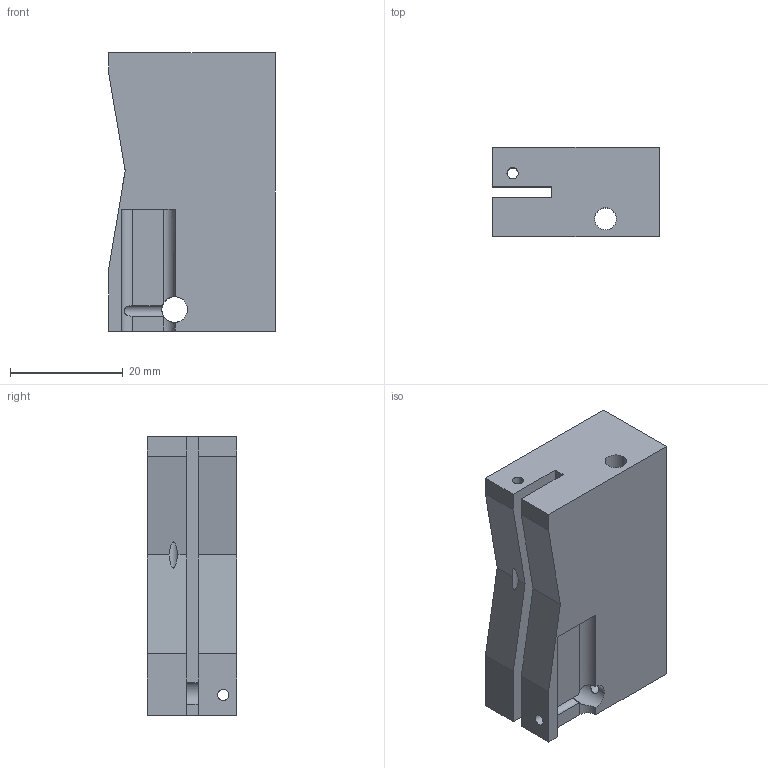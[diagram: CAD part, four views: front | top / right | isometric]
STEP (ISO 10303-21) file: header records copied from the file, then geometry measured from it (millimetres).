
FILE_DESCRIPTION(('Open CASCADE Model'),'2;1');
FILE_NAME('Open CASCADE Shape Model','2021-05-03T21:08:05',('Author'),( 'Open CASCADE'),'Open CASCADE STEP processor 7.4','Open CASCADE 7.4' ,'Unknown');
FILE_SCHEMA(('AUTOMOTIVE_DESIGN { 1 0 10303 214 1 1 1 1 }'));
Length unit declared in the file: millimetre
Products named in the file (1): Open CASCADE STEP translator 7.4 181
Bounding box: 29.6 x 15.85 x 49.4 mm (x, y, z)
Volume: 19957.2 mm3; surface area: 7468.3 mm2
Topology: 1 solids, 1 shells, 39 faces, 123 edges, 82 vertices
Faces by surface type: plane 28, cylinder 11
Full cylindrical faces by diameter (mm): 2 x4, 3.905 x1, 4.556 x1
Entity records: 4901 total; most frequent: CARTESIAN_POINT 2525, DIRECTION 409, LINE 264, VECTOR 264, ORIENTED_EDGE 246, PCURVE 246, DEFINITIONAL_REPRESENTATION 246, EDGE_CURVE 123
